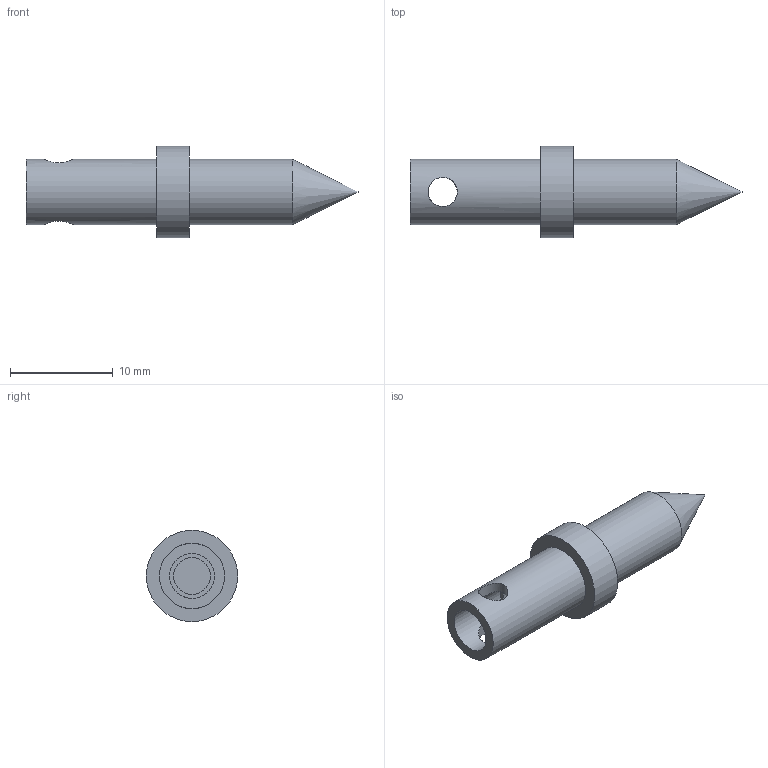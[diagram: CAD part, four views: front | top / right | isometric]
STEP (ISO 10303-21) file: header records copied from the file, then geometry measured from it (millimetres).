
FILE_DESCRIPTION(/* description */ (''),/* implementation_level */ '2;1');
FILE_NAME(/* name */ 'DPLX_P001_Electrode.stp',/* time_stamp */ '2018-07-31T12:24:48-07:00',/* author */ ('MJ'),/* organization */ (''),/* preprocessor_version */ 'ST-DEVELOPER v16.13',/* originating_system */ 'Autodesk Inventor 2018',/* authorisation */ '');
FILE_SCHEMA (('AUTOMOTIVE_DESIGN { 1 0 10303 214 3 1 1 }'));
Length unit declared in the file: inch
Products named in the file (1): DPLX_P001_Electrode
Bounding box: 32.31 x 8.89 x 8.89 mm (x, y, z)
Volume: 858.6 mm3; surface area: 807.8 mm2
Topology: 1 solids, 1 shells, 14 faces, 27 edges, 17 vertices
Faces by surface type: cylinder 7, plane 6, cone 1
Full cylindrical faces by diameter (mm): 2.845 x2, 3.572 x1, 4.366 x1, 6.35 x2, 8.89 x1
Entity records: 463 total; most frequent: CARTESIAN_POINT 177, DIRECTION 52, EDGE_LOOP 30, ORIENTED_EDGE 30, AXIS2_PLACEMENT_3D 26, FACE_BOUND 16, VERTEX_POINT 15, EDGE_CURVE 15
